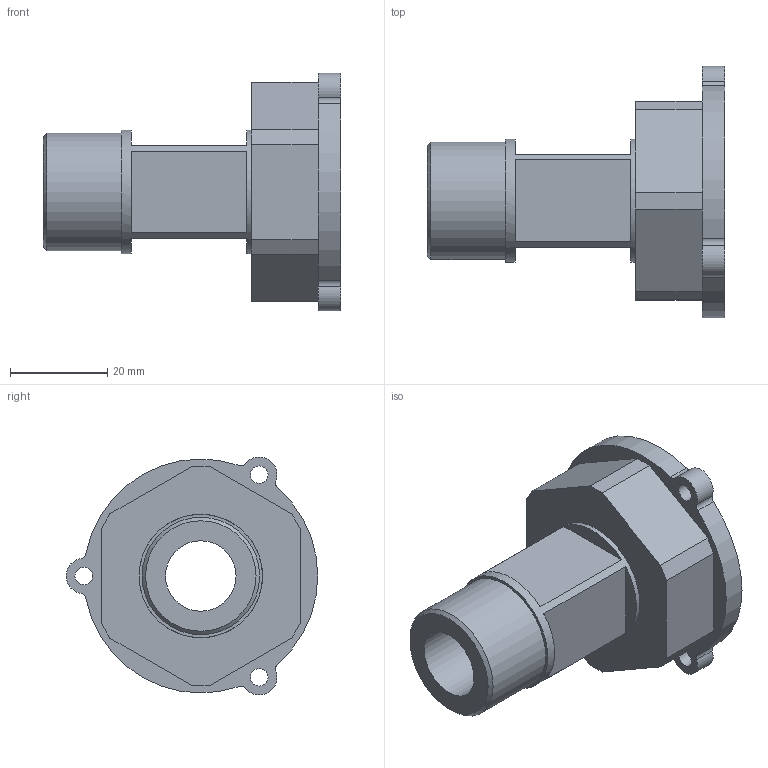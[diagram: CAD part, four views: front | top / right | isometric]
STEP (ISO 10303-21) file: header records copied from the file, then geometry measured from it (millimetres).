
FILE_DESCRIPTION(/* description */ ('PLASSON MALE BSPT WITH FREE NUT 3/4"-1"'),/* implementation_level */ '2;1');
FILE_NAME(/* name */ '0358906007.ipt.stp',/* time_stamp */ '2017-06-18T09:20:01+03:00',/* author */ ('KIM'),/* organization */ (''),/* preprocessor_version */ 'ST-DEVELOPER v15.6',/* originating_system */ 'Autodesk Inventor 2015',/* authorisation */ '');
FILE_SCHEMA (('AUTOMOTIVE_DESIGN { 1 0 10303 214 3 1 1 }'));
Length unit declared in the file: millimetre
Products named in the file (1): 0358906007
Bounding box: 61 x 51.6 x 48.79 mm (x, y, z)
Volume: 25623.6 mm3; surface area: 13181.7 mm2
Topology: 1 solids, 1 shells, 50 faces, 122 edges, 81 vertices
Faces by surface type: plane 30, cylinder 19, cone 1
Full cylindrical faces by diameter (mm): 3.618 x3, 14.47 x1, 24.117 x1, 25.323 x1, 33.249 x1
Entity records: 1512 total; most frequent: DIRECTION 260, CARTESIAN_POINT 241, ORIENTED_EDGE 222, EDGE_CURVE 111, AXIS2_PLACEMENT_3D 98, VERTEX_POINT 79, EDGE_LOOP 74, LINE 64
